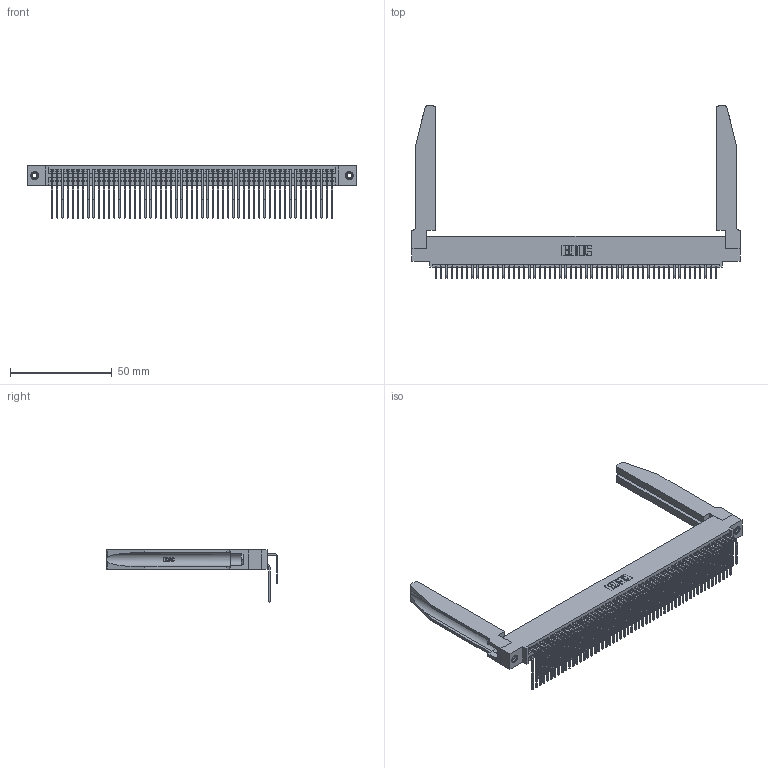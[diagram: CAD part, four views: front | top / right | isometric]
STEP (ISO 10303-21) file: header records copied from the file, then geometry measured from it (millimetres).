
FILE_DESCRIPTION (( 'STEP AP203' ), '1' );
FILE_NAME ('345-110-559-578.STEP', '2019-11-04T19:06:20', ( '' ), ( '' ), 'SwSTEP 2.0', 'SolidWorks 2016', '' );
FILE_SCHEMA (( 'CONFIG_CONTROL_DESIGN' ));
Length unit declared in the file: inch
Products named in the file (6): 345-220-078_345-220-078; 345-250-001_345-250-001-102; 345 Part_0.110 Offset - 0.156 Dia-TH; 345-292-001_558 559 Tail - 1; 345-292-001_559 Tail - 2; 345-110-559-578
Assembly tree (115 placements, depth 2):
  345-110-559-578
    345 Part_0.110 Offset - 0.156 Dia-TH
    345-292-001_558 559 Tail - 1  x55
    345-292-001_559 Tail - 2  x55
    345-250-001_345-250-001-102  x2
    345-220-078_345-220-078  x2
Bounding box: 160.93 x 84.32 x 25.53 mm (x, y, z)
Volume: 24085.6 mm3; surface area: 34283.6 mm2
Topology: 115 solids, 115 shells, 6084 faces, 18011 edges, 11850 vertices
Faces by surface type: plane 4076, cylinder 1956, bspline 36, cone 12, torus 4
Entity records: 47928 total; most frequent: CARTESIAN_POINT 8986, ORIENTED_EDGE 7766, DIRECTION 6873, EDGE_CURVE 3883, LINE 3397, VECTOR 3397, VERTEX_POINT 2580, AXIS2_PLACEMENT_3D 1738
